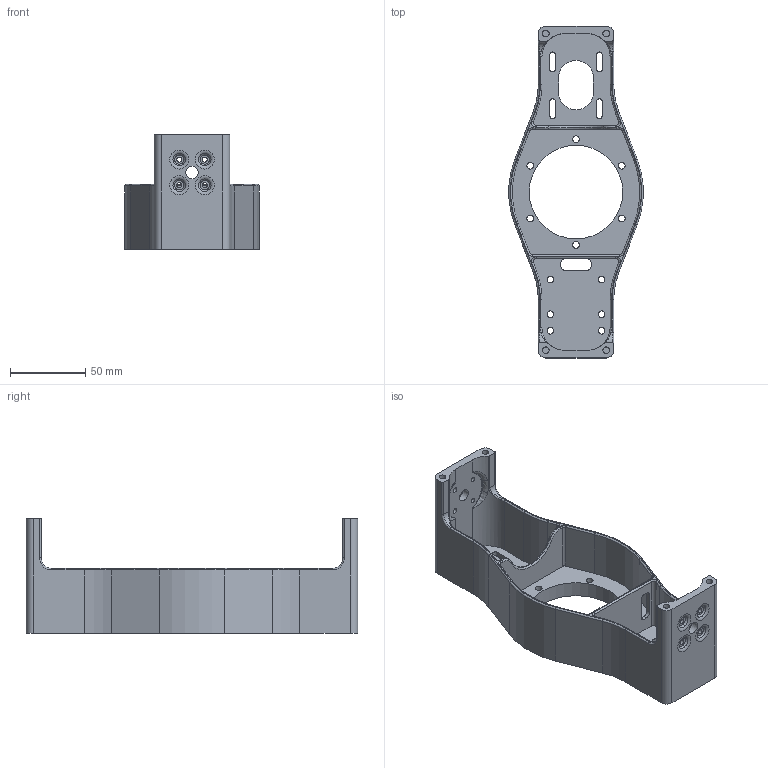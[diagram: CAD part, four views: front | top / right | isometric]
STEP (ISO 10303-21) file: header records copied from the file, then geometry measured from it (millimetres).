
FILE_DESCRIPTION(/* description */ (''),/* implementation_level */ '2;1');
FILE_NAME(/* name */ 'V_axis_carriage_v1.step',/* time_stamp */ '2022-10-31T16:27:55-04:00',/* author */ (''),/* organization */ (''),/* preprocessor_version */ 'ST-DEVELOPER v19',/* originating_system */ 'Autodesk Translation Framework v11.7.0.108',/* authorisation */ '');
FILE_SCHEMA (('AUTOMOTIVE_DESIGN { 1 0 10303 214 3 1 1 }'));
Length unit declared in the file: millimetre
Products named in the file (1): Open5x Mods v1
Bounding box: 89 x 220 x 76 mm (x, y, z)
Volume: 157746.9 mm3; surface area: 79878.3 mm2
Topology: 1 solids, 1 shells, 264 faces, 677 edges, 418 vertices
Faces by surface type: cylinder 112, plane 72, torus 46, bspline 26, cone 8
Full cylindrical faces by diameter (mm): 3.3 x8, 4.4 x10, 4.5 x6, 8.2 x2, 62 x1
Entity records: 9902 total; most frequent: CARTESIAN_POINT 3288, DIRECTION 1429, ORIENTED_EDGE 1338, EDGE_CURVE 669, AXIS2_PLACEMENT_3D 565, VERTEX_POINT 418, EDGE_LOOP 337, CIRCLE 318
